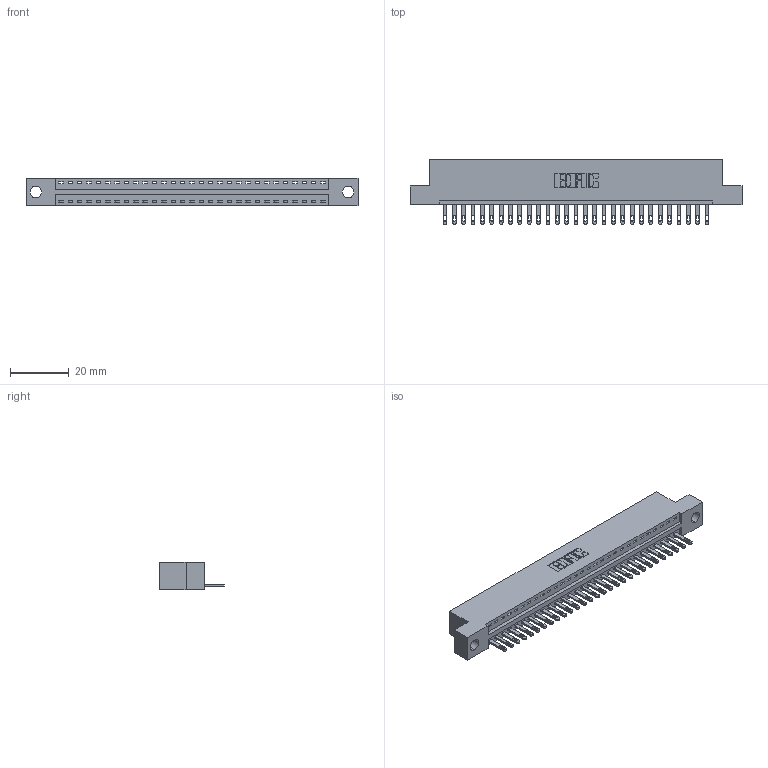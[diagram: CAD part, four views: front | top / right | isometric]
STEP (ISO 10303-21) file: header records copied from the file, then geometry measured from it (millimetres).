
FILE_DESCRIPTION (( 'STEP AP203' ), '1' );
FILE_NAME ('896-029-500-104.STEP', '2021-07-27T18:33:40', ( '' ), ( '' ), 'SwSTEP 2.0', 'SolidWorks 2020', '' );
FILE_SCHEMA (( 'CONFIG_CONTROL_DESIGN' ));
Length unit declared in the file: inch
Products named in the file (3): 846 Part_Flush Mounting Lugs - 0.156 Dia-TH; 896-029-500-104; 345-292-001_345-293-100
Assembly tree (30 placements, depth 2):
  896-029-500-104
    846 Part_Flush Mounting Lugs - 0.156 Dia-TH
    345-292-001_345-293-100  x29
Bounding box: 112.65 x 21.84 x 9.4 mm (x, y, z)
Volume: 10623.5 mm3; surface area: 13010.3 mm2
Topology: 30 solids, 30 shells, 1688 faces, 5201 edges, 3466 vertices
Faces by surface type: plane 1062, cylinder 626
Entity records: 19681 total; most frequent: CARTESIAN_POINT 3383, ORIENTED_EDGE 3346, DIRECTION 3003, EDGE_CURVE 1673, VECTOR 1421, LINE 1421, VERTEX_POINT 1114, AXIS2_PLACEMENT_3D 791
